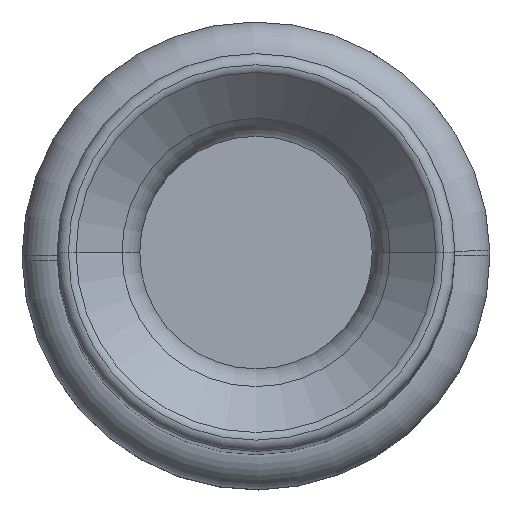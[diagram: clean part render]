
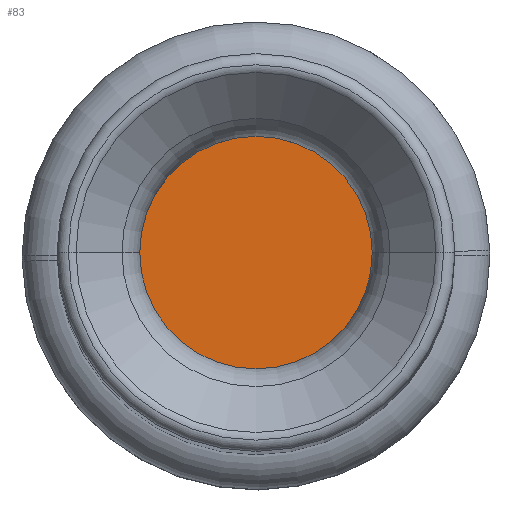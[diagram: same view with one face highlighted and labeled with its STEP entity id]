
A CAD part, top view. The second image highlights one B-rep face of the part: STEP entity #83.
In plain terms, the highlighted planar face has unit normal (0, 0, 1).
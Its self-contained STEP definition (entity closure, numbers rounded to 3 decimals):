
#83=ADVANCED_FACE('',(#169),#170,.F.);
#169=FACE_OUTER_BOUND('',#259,.T.);
#170=PLANE('',#260);
#259=EDGE_LOOP('',(#538,#539));
#260=AXIS2_PLACEMENT_3D('',#540,#541,#542);
#538=ORIENTED_EDGE('',*,*,#648,.F.);
#539=ORIENTED_EDGE('',*,*,#646,.T.);
#540=CARTESIAN_POINT('',(0.0,0.0,-0.457));
#541=DIRECTION('',(0.0,0.0,-1.0));
#542=DIRECTION('',(0.0,-1.0,0.0));
#646=EDGE_CURVE('',#781,#779,#782,.T.);
#648=EDGE_CURVE('',#781,#779,#784,.T.);
#779=VERTEX_POINT('',#963);
#781=VERTEX_POINT('',#966);
#782=CIRCLE('',#967,0.527);
#784=CIRCLE('',#970,0.527);
#963=CARTESIAN_POINT('',(-0.527,0.0,-0.457));
#966=CARTESIAN_POINT('',(0.527,0.0,-0.457));
#967=AXIS2_PLACEMENT_3D('',#1206,#1207,#1208);
#970=AXIS2_PLACEMENT_3D('',#1210,#1211,#1212);
#1206=CARTESIAN_POINT('',(0.0,0.0,-0.457));
#1207=DIRECTION('',(0.0,0.0,1.0));
#1208=DIRECTION('',(1.0,0.0,0.0));
#1210=CARTESIAN_POINT('',(0.0,0.0,-0.457));
#1211=DIRECTION('',(0.0,0.0,-1.0));
#1212=DIRECTION('',(1.0,0.0,0.0));
